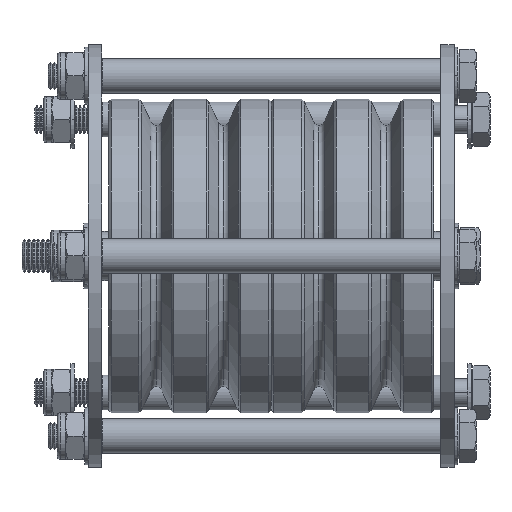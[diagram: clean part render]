
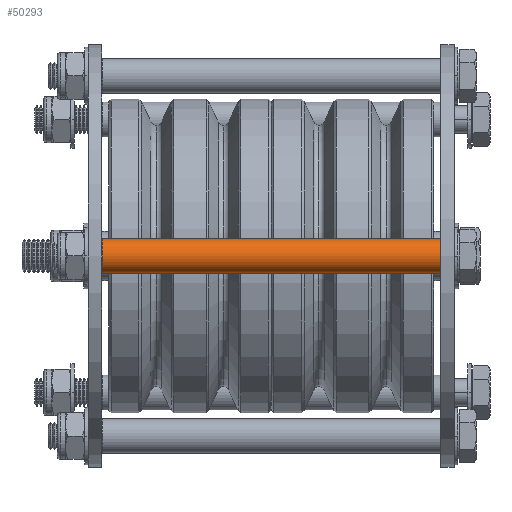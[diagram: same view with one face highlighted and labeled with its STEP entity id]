
A CAD part, front view. The second image highlights one B-rep face of the part: STEP entity #50293.
In plain terms, the highlighted cylindrical face has radius 6.35 mm (diameter 12.7 mm), a partial arc.
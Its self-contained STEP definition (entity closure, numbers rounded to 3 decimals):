
#2039 = DIRECTION ( 'NONE',  ( -1., 0., 0. ) ) ;
#3650 = VERTEX_POINT ( 'NONE', #54626 ) ;
#8172 = AXIS2_PLACEMENT_3D ( 'NONE', #54162, #43081, #2039 ) ;
#10627 = EDGE_CURVE ( 'NONE', #13269, #50816, #74164, .T. ) ;
#12182 = CARTESIAN_POINT ( 'NONE',  ( 0., 0., -62. ) ) ;
#13269 = VERTEX_POINT ( 'NONE', #31234 ) ;
#13571 = FACE_OUTER_BOUND ( 'NONE', #37603, .T. ) ;
#13606 = DIRECTION ( 'NONE',  ( 1., 0., 0. ) ) ;
#17745 = DIRECTION ( 'NONE',  ( 0., 0., -1. ) ) ;
#17959 = DIRECTION ( 'NONE',  ( 1., 0., 0. ) ) ;
#22273 = ORIENTED_EDGE ( 'NONE', *, *, #70047, .T. ) ;
#22457 = AXIS2_PLACEMENT_3D ( 'NONE', #54111, #30687, #13606 ) ;
#22909 = ORIENTED_EDGE ( 'NONE', *, *, #51162, .T. ) ;
#26685 = CARTESIAN_POINT ( 'NONE',  ( 6.35, 0., -62. ) ) ;
#28370 = VERTEX_POINT ( 'NONE', #26685 ) ;
#30687 = DIRECTION ( 'NONE',  ( 0., 0., 1. ) ) ;
#31234 = CARTESIAN_POINT ( 'NONE',  ( 6.35, 0., 62. ) ) ;
#33134 = EDGE_CURVE ( 'NONE', #50816, #3650, #35502, .T. ) ;
#35395 = ORIENTED_EDGE ( 'NONE', *, *, #33134, .F. ) ;
#35502 = LINE ( 'NONE', #43281, #43574 ) ;
#37603 = EDGE_LOOP ( 'NONE', ( #61953, #22909, #22273, #35395 ) ) ;
#41397 = VECTOR ( 'NONE', #17745, 1000. ) ;
#43081 = DIRECTION ( 'NONE',  ( 0., 0., -1. ) ) ;
#43281 = CARTESIAN_POINT ( 'NONE',  ( -6.35, 0., 62. ) ) ;
#43574 = VECTOR ( 'NONE', #72553, 1000. ) ;
#50293 = ADVANCED_FACE ( 'NONE', ( #13571 ), #55026, .T. ) ;
#50816 = VERTEX_POINT ( 'NONE', #59811 ) ;
#51162 = EDGE_CURVE ( 'NONE', #13269, #28370, #65785, .T. ) ;
#54111 = CARTESIAN_POINT ( 'NONE',  ( 0., 0., 62. ) ) ;
#54162 = CARTESIAN_POINT ( 'NONE',  ( 0., 0., 62. ) ) ;
#54626 = CARTESIAN_POINT ( 'NONE',  ( -6.35, 0., -62. ) ) ;
#55026 = CYLINDRICAL_SURFACE ( 'NONE', #8172, 6.35 ) ;
#59811 = CARTESIAN_POINT ( 'NONE',  ( -6.35, 0., 62. ) ) ;
#61953 = ORIENTED_EDGE ( 'NONE', *, *, #10627, .F. ) ;
#62303 = CIRCLE ( 'NONE', #70221, 6.35 ) ;
#65785 = LINE ( 'NONE', #67839, #41397 ) ;
#67839 = CARTESIAN_POINT ( 'NONE',  ( 6.35, 0., 62. ) ) ;
#70047 = EDGE_CURVE ( 'NONE', #28370, #3650, #62303, .T. ) ;
#70221 = AXIS2_PLACEMENT_3D ( 'NONE', #12182, #74714, #17959 ) ;
#72553 = DIRECTION ( 'NONE',  ( 0., 0., -1. ) ) ;
#74164 = CIRCLE ( 'NONE', #22457, 6.35 ) ;
#74714 = DIRECTION ( 'NONE',  ( 0., 0., 1. ) ) ;
